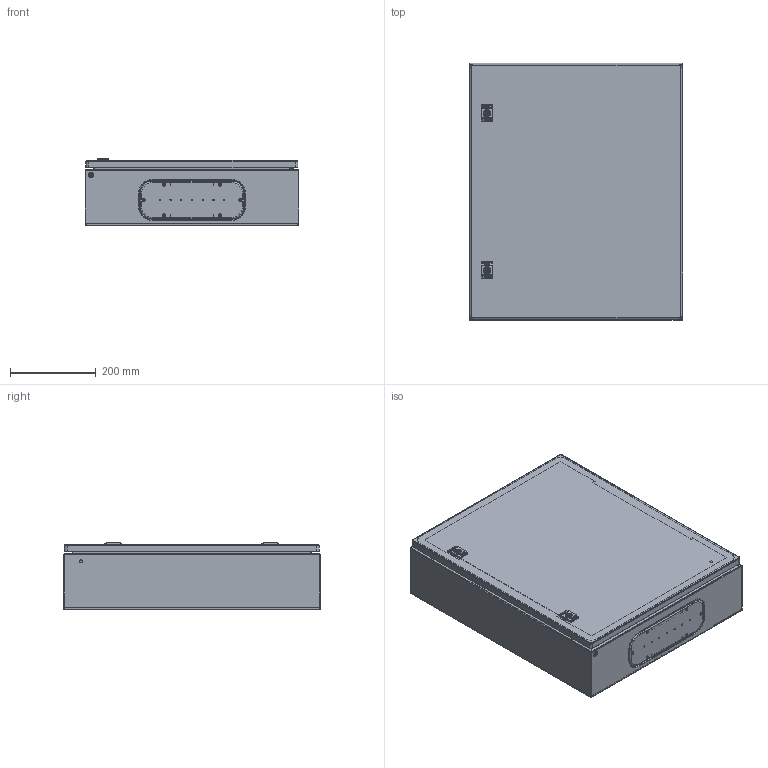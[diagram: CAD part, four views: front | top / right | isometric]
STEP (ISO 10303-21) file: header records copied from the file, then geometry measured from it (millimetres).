
FILE_DESCRIPTION(('STEP AP242'),'1');
FILE_NAME('nsycrn65150p.stp','2019-01-22T11:08:42',('TraceParts'),('TraceParts S.A.'),'Spatial InterOp 3D',' ',' ');
FILE_SCHEMA(('AP242_MANAGED_MODEL_BASED_3D_ENGINEERING_MIM_LF {1 0 10303 442 1 1 4}'));
Length unit declared in the file: millimetre
Products named in the file (1): NSYCRN65150P_ASM|BODY_CRN65_150#BODY_CRN65_150;BODY_CRN65_150
Bounding box: 500 x 601.2 x 157.31 mm (x, y, z)
Volume: 1917090.3 mm3; surface area: 2611481.3 mm2
Topology: 8 solids, 20 shells, 3819 faces, 10286 edges, 6489 vertices
Faces by surface type: plane 1487, cylinder 1112, cone 350, torus 294, extrusion 292, bspline 182, sphere 98, revolution 4
Entity records: 135118 total; most frequent: CARTESIAN_POINT 40697, ORIENTED_EDGE 20348, DIRECTION 18868, EDGE_CURVE 10174, AXIS2_PLACEMENT_3D 6667, VERTEX_POINT 6489, VECTOR 5530, LINE 5238
